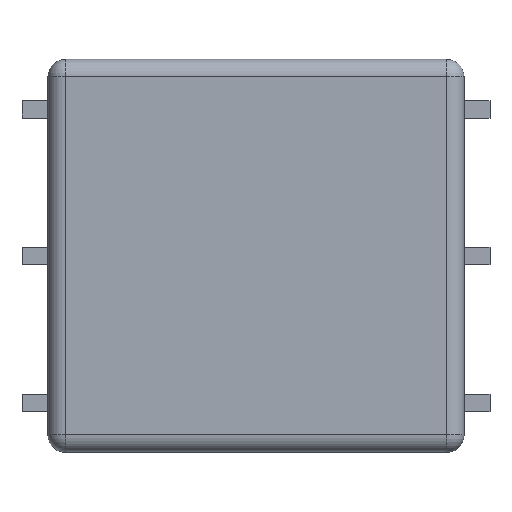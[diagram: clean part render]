
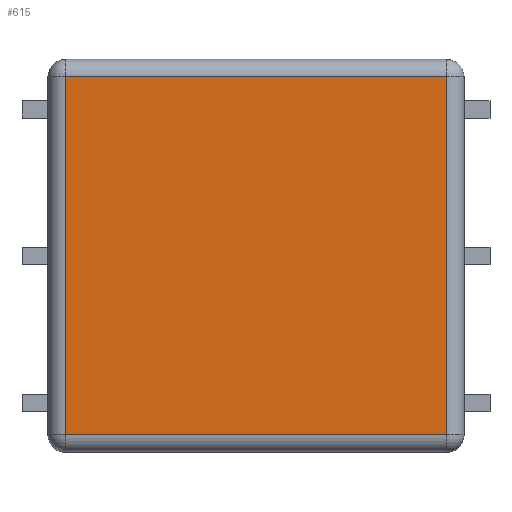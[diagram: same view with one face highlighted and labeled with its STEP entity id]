
A CAD part, top view. The second image highlights one B-rep face of the part: STEP entity #615.
In plain terms, the highlighted planar face has unit normal (0, 0, 1).
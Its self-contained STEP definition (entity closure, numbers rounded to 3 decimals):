
#2 = CARTESIAN_POINT ( 'NONE',  ( -3.3, 3.1, 3.5 ) ) ;
#44 = VECTOR ( 'NONE', #827, 1000. ) ;
#85 = DIRECTION ( 'NONE',  ( 1., 0., 0. ) ) ;
#97 = LINE ( 'NONE', #720, #473 ) ;
#102 = VERTEX_POINT ( 'NONE', #486 ) ;
#127 = CARTESIAN_POINT ( 'NONE',  ( 3.3, 3.1, 3.5 ) ) ;
#147 = ORIENTED_EDGE ( 'NONE', *, *, #287, .T. ) ;
#161 = EDGE_CURVE ( 'NONE', #213, #756, #97, .T. ) ;
#208 = LINE ( 'NONE', #906, #44 ) ;
#213 = VERTEX_POINT ( 'NONE', #450 ) ;
#232 = VECTOR ( 'NONE', #85, 1000. ) ;
#248 = DIRECTION ( 'NONE',  ( 1., 0., 0. ) ) ;
#270 = EDGE_CURVE ( 'NONE', #102, #213, #862, .T. ) ;
#274 = CARTESIAN_POINT ( 'NONE',  ( 0., 0., 3.5 ) ) ;
#287 = EDGE_CURVE ( 'NONE', #619, #102, #773, .T. ) ;
#323 = DIRECTION ( 'NONE',  ( 0., 1., 0. ) ) ;
#445 = EDGE_CURVE ( 'NONE', #756, #619, #208, .T. ) ;
#450 = CARTESIAN_POINT ( 'NONE',  ( 3.3, -3.1, 3.5 ) ) ;
#453 = CARTESIAN_POINT ( 'NONE',  ( -3.3, -3.4, 3.5 ) ) ;
#472 = CARTESIAN_POINT ( 'NONE',  ( 3.6, -3.1, 3.5 ) ) ;
#473 = VECTOR ( 'NONE', #323, 1000. ) ;
#486 = CARTESIAN_POINT ( 'NONE',  ( -3.3, -3.1, 3.5 ) ) ;
#489 = ORIENTED_EDGE ( 'NONE', *, *, #445, .T. ) ;
#615 = ADVANCED_FACE ( 'NONE', ( #662 ), #802, .T. ) ;
#616 = DIRECTION ( 'NONE',  ( 0., -1., 0. ) ) ;
#619 = VERTEX_POINT ( 'NONE', #2 ) ;
#662 = FACE_OUTER_BOUND ( 'NONE', #782, .T. ) ;
#720 = CARTESIAN_POINT ( 'NONE',  ( 3.3, 3.4, 3.5 ) ) ;
#756 = VERTEX_POINT ( 'NONE', #127 ) ;
#764 = ORIENTED_EDGE ( 'NONE', *, *, #161, .T. ) ;
#773 = LINE ( 'NONE', #453, #836 ) ;
#782 = EDGE_LOOP ( 'NONE', ( #764, #489, #147, #877 ) ) ;
#802 = PLANE ( 'NONE',  #1012 ) ;
#827 = DIRECTION ( 'NONE',  ( -1., 0., 0. ) ) ;
#836 = VECTOR ( 'NONE', #616, 1000. ) ;
#862 = LINE ( 'NONE', #472, #232 ) ;
#877 = ORIENTED_EDGE ( 'NONE', *, *, #270, .T. ) ;
#882 = DIRECTION ( 'NONE',  ( 0., 0., 1. ) ) ;
#906 = CARTESIAN_POINT ( 'NONE',  ( -3.6, 3.1, 3.5 ) ) ;
#1012 = AXIS2_PLACEMENT_3D ( 'NONE', #274, #882, #248 ) ;
